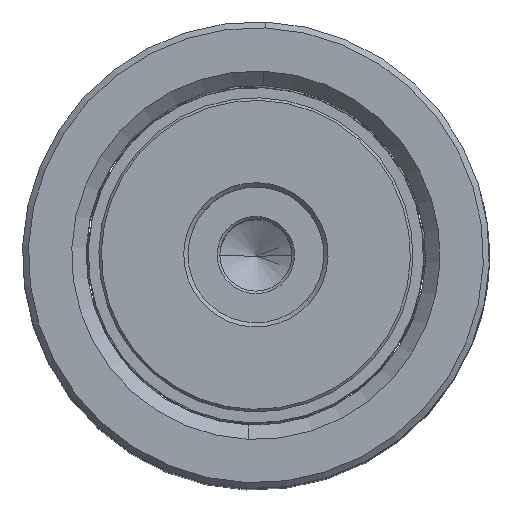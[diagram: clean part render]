
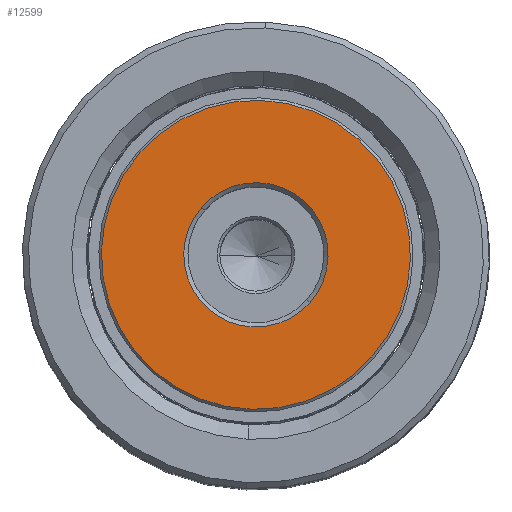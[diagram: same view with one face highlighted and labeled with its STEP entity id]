
A CAD part, top view. The second image highlights one B-rep face of the part: STEP entity #12599.
In plain terms, the highlighted face is planar.
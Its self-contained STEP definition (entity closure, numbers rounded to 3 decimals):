
#1083 = PLANE ( 'NONE',  #21321 ) ;
#3098 = CIRCLE ( 'NONE', #41168, 18.2 ) ;
#3215 = DIRECTION ( 'NONE',  ( 1., 0., 0. ) ) ;
#6673 = CARTESIAN_POINT ( 'NONE',  ( -8.5, 0., 0. ) ) ;
#6729 = DIRECTION ( 'NONE',  ( 0., 0., 1. ) ) ;
#6858 = VERTEX_POINT ( 'NONE', #39883 ) ;
#8144 = CIRCLE ( 'NONE', #30639, 18.2 ) ;
#11254 = DIRECTION ( 'NONE',  ( 0., 0., 1. ) ) ;
#11631 = EDGE_CURVE ( 'NONE', #38868, #19613, #41983, .T. ) ;
#12164 = EDGE_LOOP ( 'NONE', ( #14487, #41865 ) ) ;
#12599 = ADVANCED_FACE ( 'NONE', ( #33445, #22537 ), #1083, .F. ) ;
#13334 = CARTESIAN_POINT ( 'NONE',  ( 0., 0., 0. ) ) ;
#13644 = DIRECTION ( 'NONE',  ( 0., 0., -1. ) ) ;
#14487 = ORIENTED_EDGE ( 'NONE', *, *, #11631, .T. ) ;
#15983 = AXIS2_PLACEMENT_3D ( 'NONE', #25697, #11254, #36893 ) ;
#17160 = CARTESIAN_POINT ( 'NONE',  ( 8.5, 0., 0. ) ) ;
#17224 = DIRECTION ( 'NONE',  ( 0., 0., -1. ) ) ;
#19613 = VERTEX_POINT ( 'NONE', #17160 ) ;
#19685 = ORIENTED_EDGE ( 'NONE', *, *, #41554, .T. ) ;
#20698 = DIRECTION ( 'NONE',  ( 1., 0., 0. ) ) ;
#21321 = AXIS2_PLACEMENT_3D ( 'NONE', #26682, #22838, #26524 ) ;
#21436 = CARTESIAN_POINT ( 'NONE',  ( 0., 0., 0. ) ) ;
#22537 = FACE_BOUND ( 'NONE', #12164, .T. ) ;
#22838 = DIRECTION ( 'NONE',  ( 0., 0., 1. ) ) ;
#25697 = CARTESIAN_POINT ( 'NONE',  ( 0., 0., 0. ) ) ;
#26524 = DIRECTION ( 'NONE',  ( 1., 0., 0. ) ) ;
#26682 = CARTESIAN_POINT ( 'NONE',  ( 0., 0., 0. ) ) ;
#27826 = CARTESIAN_POINT ( 'NONE',  ( 0., 0., 0. ) ) ;
#27984 = CIRCLE ( 'NONE', #44206, 8.5 ) ;
#28798 = EDGE_LOOP ( 'NONE', ( #42453, #19685 ) ) ;
#30639 = AXIS2_PLACEMENT_3D ( 'NONE', #27826, #17224, #31830 ) ;
#30946 = VERTEX_POINT ( 'NONE', #32296 ) ;
#31830 = DIRECTION ( 'NONE',  ( 1., 0., 0. ) ) ;
#32296 = CARTESIAN_POINT ( 'NONE',  ( -18.2, 0., 0. ) ) ;
#33445 = FACE_OUTER_BOUND ( 'NONE', #28798, .T. ) ;
#35670 = EDGE_CURVE ( 'NONE', #6858, #30946, #8144, .T. ) ;
#36893 = DIRECTION ( 'NONE',  ( 1., 0., 0. ) ) ;
#38868 = VERTEX_POINT ( 'NONE', #6673 ) ;
#39883 = CARTESIAN_POINT ( 'NONE',  ( 18.2, 0., 0. ) ) ;
#41168 = AXIS2_PLACEMENT_3D ( 'NONE', #13334, #13644, #20698 ) ;
#41554 = EDGE_CURVE ( 'NONE', #30946, #6858, #3098, .T. ) ;
#41865 = ORIENTED_EDGE ( 'NONE', *, *, #47013, .T. ) ;
#41983 = CIRCLE ( 'NONE', #15983, 8.5 ) ;
#42453 = ORIENTED_EDGE ( 'NONE', *, *, #35670, .T. ) ;
#44206 = AXIS2_PLACEMENT_3D ( 'NONE', #21436, #6729, #3215 ) ;
#47013 = EDGE_CURVE ( 'NONE', #19613, #38868, #27984, .T. ) ;
